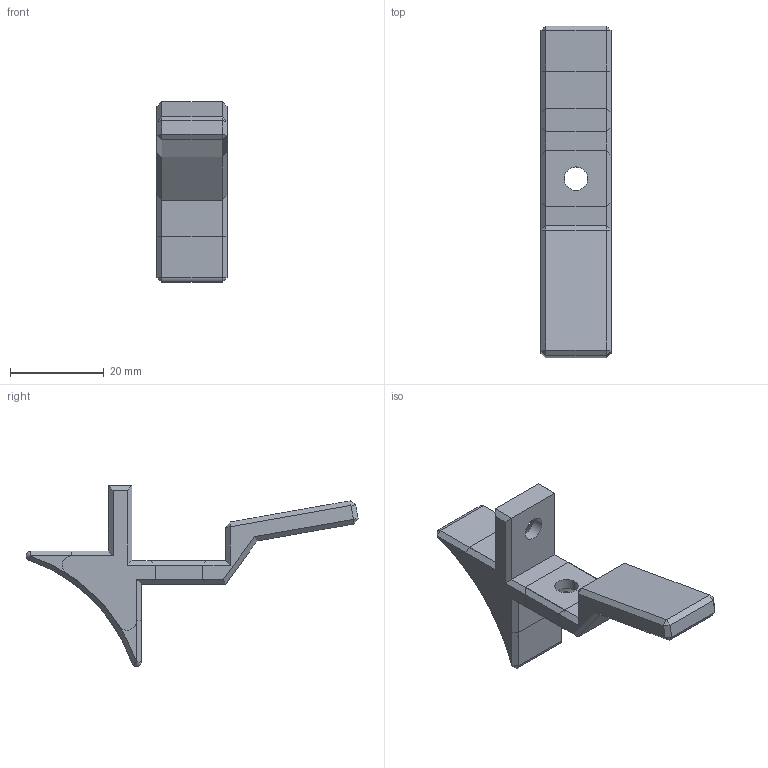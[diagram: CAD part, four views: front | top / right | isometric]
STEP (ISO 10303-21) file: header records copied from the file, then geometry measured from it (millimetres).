
FILE_DESCRIPTION(('FreeCAD Model'),'2;1');
FILE_NAME('Open CASCADE Shape Model','2024-05-28T16:38:37',(''),(''), 'Open CASCADE STEP processor 7.6','FreeCAD','Unknown');
FILE_SCHEMA(('AUTOMOTIVE_DESIGN { 1 0 10303 214 1 1 1 1 }'));
Length unit declared in the file: millimetre
Products named in the file (5): Unnamed1; bot crank left001; bot crank001; bot crank; bot crank left
Assembly tree (4 placements, depth 2):
  Unnamed1
    bot crank left001
    bot crank001
    bot crank
    bot crank left
Bounding box: 15 x 70.85 x 38.58 mm (x, y, z)
Volume: 17089 mm3; surface area: 9211.1 mm2
Topology: 4 solids, 4 shells, 152 faces, 326 edges, 178 vertices
Faces by surface type: plane 122, cone 18, cylinder 12
Full cylindrical faces by diameter (mm): 5 x6
Entity records: 4027 total; most frequent: DIRECTION 674, CARTESIAN_POINT 657, ORIENTED_EDGE 644, EDGE_CURVE 322, LINE 284, VECTOR 284, AXIS2_PLACEMENT_3D 195, VERTEX_POINT 178
